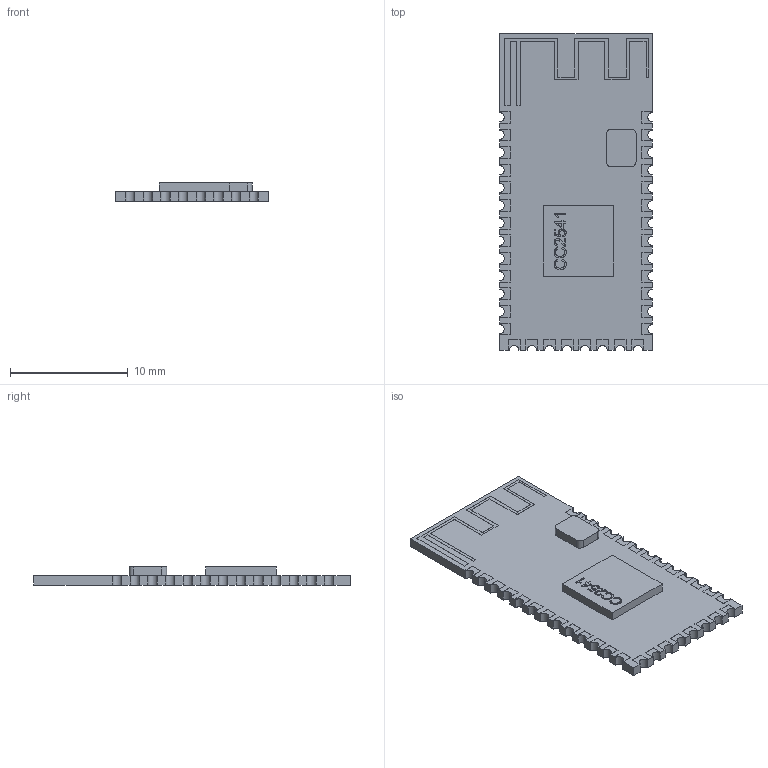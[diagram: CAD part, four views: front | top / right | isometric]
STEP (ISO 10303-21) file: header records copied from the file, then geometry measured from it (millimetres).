
FILE_DESCRIPTION(/* description */ (''),/* implementation_level */ '2;1');
FILE_NAME(/* name */ 'HM-10.stp',/* time_stamp */ '2019-03-20T00:03:05+03:00',/* author */ ('Boris'),/* organization */ (''),/* preprocessor_version */ 'ST-DEVELOPER v17.2',/* originating_system */ 'Autodesk Inventor 2019',/* authorisation */ '');
FILE_SCHEMA (('AUTOMOTIVE_DESIGN { 1 0 10303 214 3 1 1 }'));
Length unit declared in the file: millimetre
Products named in the file (1): HM-10
Bounding box: 13 x 26.9 x 1.56 mm (x, y, z)
Volume: 306.4 mm3; surface area: 788.6 mm2
Topology: 1 solids, 1 shells, 466 faces, 1362 edges, 908 vertices
Faces by surface type: plane 392, cylinder 38, bspline 36
Entity records: 15561 total; most frequent: CARTESIAN_POINT 3225, ORIENTED_EDGE 2724, DIRECTION 2228, EDGE_CURVE 1362, LINE 1214, VECTOR 1214, VERTEX_POINT 908, AXIS2_PLACEMENT_3D 507
